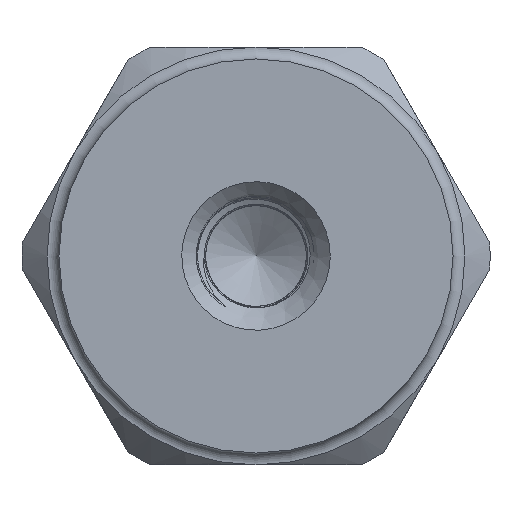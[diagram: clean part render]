
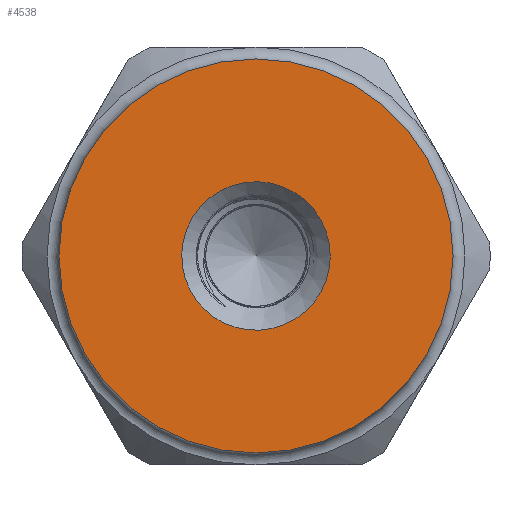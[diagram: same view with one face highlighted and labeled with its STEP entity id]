
A CAD part, front view. The second image highlights one B-rep face of the part: STEP entity #4538.
In plain terms, the highlighted planar face has unit normal (0, -1, 0).
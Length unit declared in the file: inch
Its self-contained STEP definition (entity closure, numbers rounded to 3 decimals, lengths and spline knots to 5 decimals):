
#203=FACE_BOUND('',#1551,.T.);
#1126=FACE_OUTER_BOUND('',#1550,.T.);
#1550=EDGE_LOOP('',(#3952));
#1551=EDGE_LOOP('',(#3953));
#1800=CIRCLE('',#5046,0.1555);
#1819=CIRCLE('',#5079,0.4125);
#2210=VERTEX_POINT('',#13857);
#2241=VERTEX_POINT('',#13972);
#2779=EDGE_CURVE('',#2210,#2210,#1800,.T.);
#2823=EDGE_CURVE('',#2241,#2241,#1819,.T.);
#3952=ORIENTED_EDGE('',*,*,#2823,.T.);
#3953=ORIENTED_EDGE('',*,*,#2779,.F.);
#4137=PLANE('',#5078);
#4538=ADVANCED_FACE('',(#1126,#203),#4137,.F.);
#5046=AXIS2_PLACEMENT_3D('',#13858,#6268,#6269);
#5078=AXIS2_PLACEMENT_3D('',#13971,#6344,#6345);
#5079=AXIS2_PLACEMENT_3D('',#13973,#6346,#6347);
#6268=DIRECTION('center_axis',(0.,-1.,0.));
#6269=DIRECTION('ref_axis',(-1.,0.,0.));
#6344=DIRECTION('center_axis',(0.,1.,0.));
#6345=DIRECTION('ref_axis',(0.,0.,1.));
#6346=DIRECTION('center_axis',(0.,-1.,0.));
#6347=DIRECTION('ref_axis',(-1.,0.,0.));
#13857=CARTESIAN_POINT('',(0.1555,-0.675,0.));
#13858=CARTESIAN_POINT('Origin',(0.,-0.675,0.));
#13971=CARTESIAN_POINT('Origin',(0.,-0.675,0.));
#13972=CARTESIAN_POINT('',(0.4125,-0.675,0.));
#13973=CARTESIAN_POINT('Origin',(0.,-0.675,0.));
